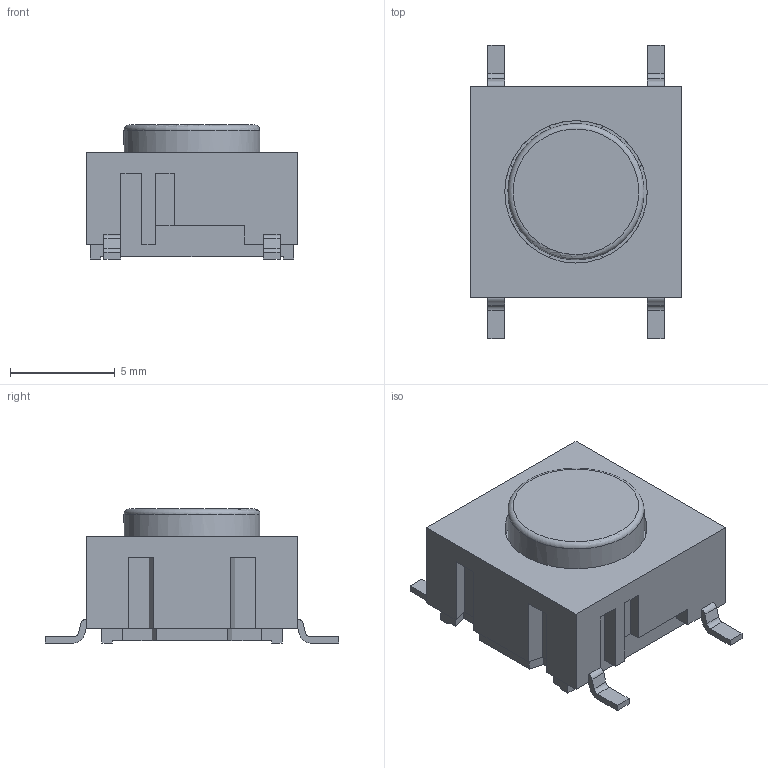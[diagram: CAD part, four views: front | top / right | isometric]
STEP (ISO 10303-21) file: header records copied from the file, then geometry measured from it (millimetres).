
FILE_DESCRIPTION((' '),'2;1');
FILE_NAME('TL6200AxF300QG.stp','2017-07-28T10:57:40',(' '),(' '),' ','ACIS',' ');
FILE_SCHEMA(('CONFIG_CONTROL_DESIGN'));
Length unit declared in the file: inch
Products named in the file (1): TL6200AxF300QG.stp
Bounding box: 10.1 x 14 x 6.4 mm (x, y, z)
Volume: 440.1 mm3; surface area: 806.4 mm2
Topology: 1 solids, 7 shells, 222 faces, 615 edges, 403 vertices
Faces by surface type: plane 169, cylinder 45, cone 7, torus 1
Full cylindrical faces by diameter (mm): 0.8 x4, 1 x4, 1.6 x1, 3 x1, 4.9 x1, 5.2 x1, 6.4 x1, 6.5 x1, 6.8 x1, 7 x2
Entity records: 7030 total; most frequent: CARTESIAN_POINT 1210, ORIENTED_EDGE 1174, DIRECTION 1171, EDGE_CURVE 587, VECTOR 449, LINE 449, VERTEX_POINT 400, AXIS2_PLACEMENT_3D 361
